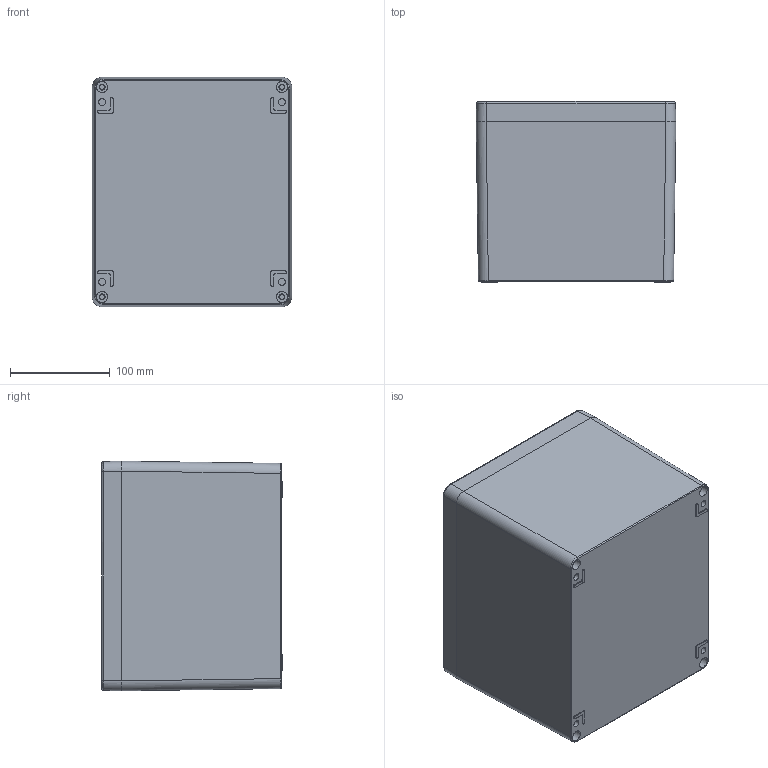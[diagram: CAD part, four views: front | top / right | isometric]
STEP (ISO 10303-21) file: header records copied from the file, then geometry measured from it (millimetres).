
FILE_DESCRIPTION (( 'STEP AP214' ), '1' );
FILE_NAME ('2374-2023-18-50.step', '2023-11-08T10:38:34', ( '' ), ( '' ), 'SwSTEP 2.0', 'SolidWorks 2019', '' );
FILE_SCHEMA (( 'AUTOMOTIVE_DESIGN' ));
Length unit declared in the file: millimetre
Products named in the file (7): SchutzleiteranschlussM4x8; SchutzleiteranschlussM6x10; 2374-2023-18-50; Deckel^2374-2023-18-50; DeckelschraubeM6x24; Unterteil^2374-2023-18-50
Assembly tree (12 placements, depth 3):
  2374-2023-18-50
    2374-2023-18-50
      Unterteil^2374-2023-18-50
      SchutzleiteranschlussM6x10  x4
      Deckel^2374-2023-18-50
      SchutzleiteranschlussM4x8
      DeckelschraubeM6x24  x4
Bounding box: 200 x 181 x 230 mm (x, y, z)
Volume: 295749.4 mm3; surface area: 532825.9 mm2
Topology: 15 solids, 30 shells, 1195 faces, 3121 edges, 1969 vertices
Faces by surface type: plane 488, cylinder 407, cone 195, bspline 69, torus 36
Entity records: 34182 total; most frequent: CARTESIAN_POINT 15733, ORIENTED_EDGE 4028, DIRECTION 3365, EDGE_CURVE 2042, VERTEX_POINT 1294, AXIS2_PLACEMENT_3D 1277, EDGE_LOOP 892, LINE 811
